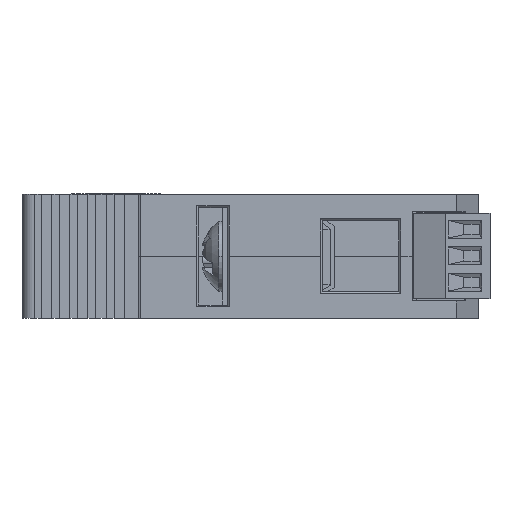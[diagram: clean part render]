
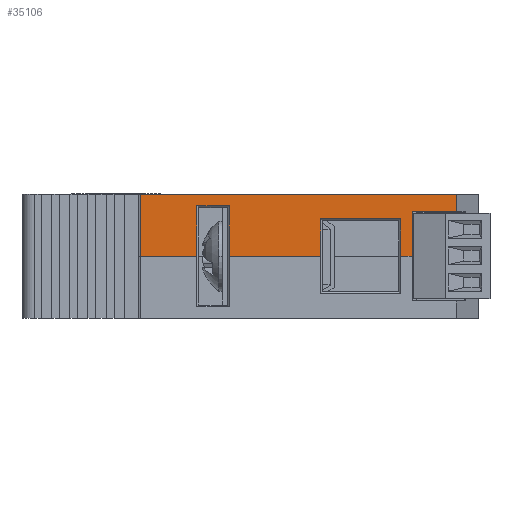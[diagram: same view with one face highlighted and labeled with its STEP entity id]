
A CAD part, left-side view. The second image highlights one B-rep face of the part: STEP entity #35106.
In plain terms, the highlighted planar face has unit normal (-1, 0, 0).
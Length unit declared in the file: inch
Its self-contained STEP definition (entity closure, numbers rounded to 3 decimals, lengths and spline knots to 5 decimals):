
#909 = DIRECTION ( 'NONE',  ( 0., 1., 0. ) ) ;
#3994 = DIRECTION ( 'NONE',  ( 0., 0., -1. ) ) ;
#5332 = CARTESIAN_POINT ( 'NONE',  ( -1.76825, 0.961, 0. ) ) ;
#5377 = CARTESIAN_POINT ( 'NONE',  ( -1.76825, 0.4475, 0.28525 ) ) ;
#6343 = DIRECTION ( 'NONE',  ( 0., 1., 0. ) ) ;
#7495 = VECTOR ( 'NONE', #22310, 39.37008 ) ;
#7768 = LINE ( 'NONE', #66938, #89496 ) ;
#8370 = LINE ( 'NONE', #28666, #45495 ) ;
#8912 = ORIENTED_EDGE ( 'NONE', *, *, #75160, .T. ) ;
#9204 = ORIENTED_EDGE ( 'NONE', *, *, #42457, .F. ) ;
#10417 = EDGE_CURVE ( 'NONE', #24952, #51662, #59252, .T. ) ;
#11627 = VERTEX_POINT ( 'NONE', #72253 ) ;
#11750 = FACE_OUTER_BOUND ( 'NONE', #78038, .T. ) ;
#12400 = EDGE_CURVE ( 'NONE', #11627, #57904, #16641, .T. ) ;
#12567 = EDGE_CURVE ( 'NONE', #70100, #30179, #41262, .T. ) ;
#14356 = CARTESIAN_POINT ( 'NONE',  ( -1.76825, 0.6305, 0.35075 ) ) ;
#15033 = CARTESIAN_POINT ( 'NONE',  ( -1.76825, -0.068, 0.2115 ) ) ;
#16641 = LINE ( 'NONE', #94580, #61219 ) ;
#16912 = CARTESIAN_POINT ( 'NONE',  ( -1.76825, -0.836, 0.35075 ) ) ;
#17235 = CARTESIAN_POINT ( 'NONE',  ( -1.76825, 0.961, 0.28525 ) ) ;
#17342 = ORIENTED_EDGE ( 'NONE', *, *, #40590, .T. ) ;
#18056 = VECTOR ( 'NONE', #27307, 39.37008 ) ;
#18155 = VERTEX_POINT ( 'NONE', #37685 ) ;
#19545 = CARTESIAN_POINT ( 'NONE',  ( -1.76825, -0.5205, 0.2115 ) ) ;
#20406 = LINE ( 'NONE', #45449, #74950 ) ;
#21986 = ORIENTED_EDGE ( 'NONE', *, *, #75618, .T. ) ;
#22207 = DIRECTION ( 'NONE',  ( 0., -1., 0. ) ) ;
#22310 = DIRECTION ( 'NONE',  ( 0., 0., 1. ) ) ;
#22330 = CARTESIAN_POINT ( 'NONE',  ( -1.76825, 0.6305, 0.28525 ) ) ;
#24952 = VERTEX_POINT ( 'NONE', #15033 ) ;
#25435 = DIRECTION ( 'NONE',  ( 0., 0., -1. ) ) ;
#26705 = AXIS2_PLACEMENT_3D ( 'NONE', #31319, #87768, #909 ) ;
#27307 = DIRECTION ( 'NONE',  ( 0., -1., 0. ) ) ;
#28666 = CARTESIAN_POINT ( 'NONE',  ( -1.76825, -0.586, -0.25225 ) ) ;
#28696 = CARTESIAN_POINT ( 'NONE',  ( -1.76825, 0.951, 0.35075 ) ) ;
#29159 = EDGE_CURVE ( 'NONE', #51662, #68965, #98085, .T. ) ;
#29327 = VECTOR ( 'NONE', #76264, 39.37008 ) ;
#29852 = VERTEX_POINT ( 'NONE', #100369 ) ;
#30179 = VERTEX_POINT ( 'NONE', #31481 ) ;
#30238 = DIRECTION ( 'NONE',  ( 0., 0., 1. ) ) ;
#31319 = CARTESIAN_POINT ( 'NONE',  ( -1.76825, 0.961, 0.35075 ) ) ;
#31481 = CARTESIAN_POINT ( 'NONE',  ( -1.76825, 0.951, 0. ) ) ;
#32199 = LINE ( 'NONE', #69713, #7495 ) ;
#32983 = ORIENTED_EDGE ( 'NONE', *, *, #36444, .T. ) ;
#35106 = ADVANCED_FACE ( 'NONE', ( #11750 ), #87050, .F. ) ;
#35644 = VECTOR ( 'NONE', #3994, 39.37008 ) ;
#36444 = EDGE_CURVE ( 'NONE', #57904, #24952, #7768, .T. ) ;
#36660 = ORIENTED_EDGE ( 'NONE', *, *, #72172, .T. ) ;
#37685 = CARTESIAN_POINT ( 'NONE',  ( -1.76825, -0.586, 0.25275 ) ) ;
#39078 = ORIENTED_EDGE ( 'NONE', *, *, #10417, .T. ) ;
#39958 = VERTEX_POINT ( 'NONE', #5377 ) ;
#40590 = EDGE_CURVE ( 'NONE', #57779, #91918, #32199, .T. ) ;
#41262 = LINE ( 'NONE', #42616, #77205 ) ;
#41413 = VERTEX_POINT ( 'NONE', #22330 ) ;
#42457 = EDGE_CURVE ( 'NONE', #18155, #29852, #8370, .T. ) ;
#42616 = CARTESIAN_POINT ( 'NONE',  ( -1.76825, 0.951, 0.35075 ) ) ;
#44192 = LINE ( 'NONE', #5332, #29327 ) ;
#45449 = CARTESIAN_POINT ( 'NONE',  ( -1.76825, -0.586, 0.25275 ) ) ;
#45495 = VECTOR ( 'NONE', #53634, 39.37008 ) ;
#45968 = ORIENTED_EDGE ( 'NONE', *, *, #63974, .F. ) ;
#48436 = CARTESIAN_POINT ( 'NONE',  ( -1.76825, 0.6305, 0. ) ) ;
#50051 = DIRECTION ( 'NONE',  ( 0., 0., 1. ) ) ;
#51440 = CARTESIAN_POINT ( 'NONE',  ( -1.76825, 0.4475, 0.35075 ) ) ;
#51662 = VERTEX_POINT ( 'NONE', #19545 ) ;
#53634 = DIRECTION ( 'NONE',  ( 0., 0., -1. ) ) ;
#55623 = ORIENTED_EDGE ( 'NONE', *, *, #29159, .T. ) ;
#56241 = VECTOR ( 'NONE', #30238, 39.37008 ) ;
#56758 = LINE ( 'NONE', #51440, #35644 ) ;
#56961 = VECTOR ( 'NONE', #58913, 39.37008 ) ;
#57779 = VERTEX_POINT ( 'NONE', #88908 ) ;
#57904 = VERTEX_POINT ( 'NONE', #98524 ) ;
#58498 = VECTOR ( 'NONE', #25435, 39.37008 ) ;
#58832 = EDGE_CURVE ( 'NONE', #70100, #91918, #77966, .T. ) ;
#58913 = DIRECTION ( 'NONE',  ( 0., -1., 0. ) ) ;
#59252 = LINE ( 'NONE', #94924, #83995 ) ;
#61219 = VECTOR ( 'NONE', #22207, 39.37008 ) ;
#63665 = LINE ( 'NONE', #14356, #56241 ) ;
#63974 = EDGE_CURVE ( 'NONE', #57779, #18155, #20406, .T. ) ;
#65762 = CARTESIAN_POINT ( 'NONE',  ( -1.76825, 0.961, 0. ) ) ;
#66938 = CARTESIAN_POINT ( 'NONE',  ( -1.76825, -0.068, 0.35075 ) ) ;
#66972 = LINE ( 'NONE', #17235, #73113 ) ;
#68773 = LINE ( 'NONE', #65762, #18056 ) ;
#68965 = VERTEX_POINT ( 'NONE', #82708 ) ;
#69713 = CARTESIAN_POINT ( 'NONE',  ( -1.76825, -0.836, -0.35075 ) ) ;
#70100 = VERTEX_POINT ( 'NONE', #28696 ) ;
#72172 = EDGE_CURVE ( 'NONE', #68965, #29852, #44192, .T. ) ;
#72253 = CARTESIAN_POINT ( 'NONE',  ( -1.76825, 0.4475, 0. ) ) ;
#73113 = VECTOR ( 'NONE', #89897, 39.37008 ) ;
#73911 = ORIENTED_EDGE ( 'NONE', *, *, #76099, .T. ) ;
#74453 = CARTESIAN_POINT ( 'NONE',  ( -1.76825, 0.961, 0.35075 ) ) ;
#74950 = VECTOR ( 'NONE', #6343, 39.37008 ) ;
#75160 = EDGE_CURVE ( 'NONE', #41413, #39958, #66972, .T. ) ;
#75618 = EDGE_CURVE ( 'NONE', #30179, #89166, #68773, .T. ) ;
#76099 = EDGE_CURVE ( 'NONE', #89166, #41413, #63665, .T. ) ;
#76264 = DIRECTION ( 'NONE',  ( 0., -1., 0. ) ) ;
#77205 = VECTOR ( 'NONE', #96642, 39.37008 ) ;
#77699 = ORIENTED_EDGE ( 'NONE', *, *, #12400, .T. ) ;
#77966 = LINE ( 'NONE', #74453, #56961 ) ;
#78038 = EDGE_LOOP ( 'NONE', ( #88380, #21986, #73911, #8912, #88167, #77699, #32983, #39078, #55623, #36660, #9204, #45968, #17342, #78454 ) ) ;
#78454 = ORIENTED_EDGE ( 'NONE', *, *, #58832, .F. ) ;
#82708 = CARTESIAN_POINT ( 'NONE',  ( -1.76825, -0.5205, 0. ) ) ;
#83995 = VECTOR ( 'NONE', #102497, 39.37008 ) ;
#87050 = PLANE ( 'NONE',  #26705 ) ;
#87768 = DIRECTION ( 'NONE',  ( 1., 0., 0. ) ) ;
#88167 = ORIENTED_EDGE ( 'NONE', *, *, #100160, .T. ) ;
#88380 = ORIENTED_EDGE ( 'NONE', *, *, #12567, .T. ) ;
#88462 = CARTESIAN_POINT ( 'NONE',  ( -1.76825, -0.5205, 0.35075 ) ) ;
#88908 = CARTESIAN_POINT ( 'NONE',  ( -1.76825, -0.836, 0.25275 ) ) ;
#89166 = VERTEX_POINT ( 'NONE', #48436 ) ;
#89496 = VECTOR ( 'NONE', #50051, 39.37008 ) ;
#89897 = DIRECTION ( 'NONE',  ( 0., -1., 0. ) ) ;
#91918 = VERTEX_POINT ( 'NONE', #16912 ) ;
#94580 = CARTESIAN_POINT ( 'NONE',  ( -1.76825, 0.961, 0. ) ) ;
#94924 = CARTESIAN_POINT ( 'NONE',  ( -1.76825, 0.961, 0.2115 ) ) ;
#96642 = DIRECTION ( 'NONE',  ( 0., 0., -1. ) ) ;
#98085 = LINE ( 'NONE', #88462, #58498 ) ;
#98524 = CARTESIAN_POINT ( 'NONE',  ( -1.76825, -0.068, 0. ) ) ;
#100160 = EDGE_CURVE ( 'NONE', #39958, #11627, #56758, .T. ) ;
#100369 = CARTESIAN_POINT ( 'NONE',  ( -1.76825, -0.586, 0. ) ) ;
#102497 = DIRECTION ( 'NONE',  ( 0., -1., 0. ) ) ;
